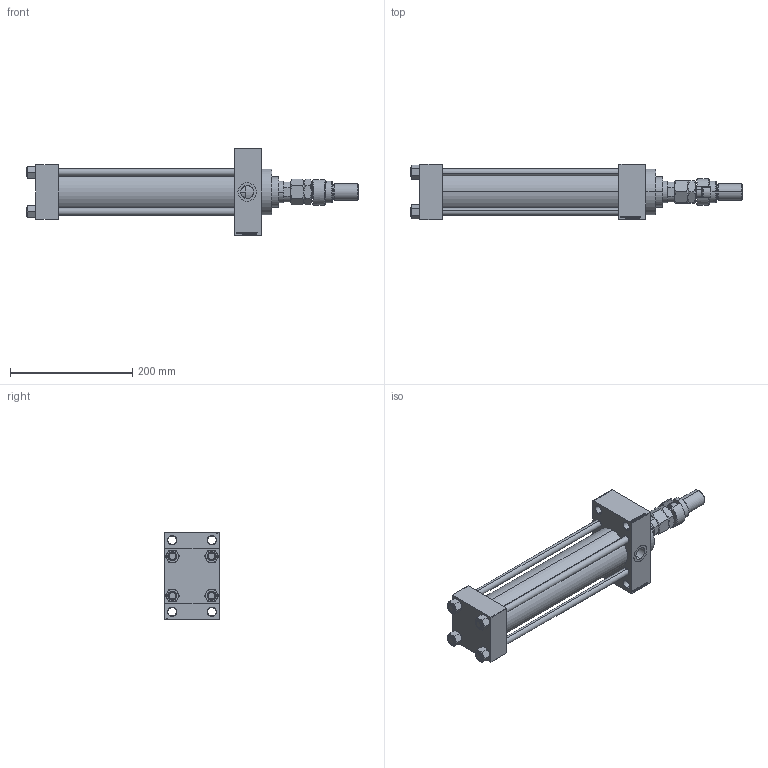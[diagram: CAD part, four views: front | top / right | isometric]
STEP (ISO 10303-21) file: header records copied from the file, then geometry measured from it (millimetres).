
FILE_DESCRIPTION (( 'STEP AP203' ), '1' );
FILE_NAME ('0aa1.STEP', '2022-09-13T22:58:15', ( '' ), ( '' ), 'SwSTEP 2.0', 'SolidWorks 2019', '' );
FILE_SCHEMA (( 'CONFIG_CONTROL_DESIGN' ));
Length unit declared in the file: millimetre
Products named in the file (9): V215CR_D_Body 0a2ef5b26a1ec2607b681ccbff78d784; FEMALE_PART_FOR_DFA 0a2ef5b26a1ec2607b681ccbff78d784; V215_VC_A 0a2ef5b26a1ec2607b681ccbff78d784; 0aa1; DFA 0a2ef5b26a1ec2607b681ccbff78d784; V215CR_VCP_D 0a2ef5b26a1ec2607b681ccbff78d784; V215CR_D_TYCINKA 0a2ef5b26a1ec2607b681ccbff78d784; MFA 0a2ef5b26a1ec2607b681ccbff78d784; NUT_M5_D 0a2ef5b26a1ec2607b681ccbff78d784
Assembly tree (14 placements, depth 3):
  0aa1
    V215CR_D_Body 0a2ef5b26a1ec2607b681ccbff78d784
    V215CR_VCP_D 0a2ef5b26a1ec2607b681ccbff78d784
    NUT_M5_D 0a2ef5b26a1ec2607b681ccbff78d784  x4
    V215CR_D_TYCINKA 0a2ef5b26a1ec2607b681ccbff78d784  x4
    V215_VC_A 0a2ef5b26a1ec2607b681ccbff78d784
    DFA 0a2ef5b26a1ec2607b681ccbff78d784
      FEMALE_PART_FOR_DFA 0a2ef5b26a1ec2607b681ccbff78d784
      MFA 0a2ef5b26a1ec2607b681ccbff78d784
Bounding box: 543.5 x 90 x 142 mm (x, y, z)
Volume: 1700061.9 mm3; surface area: 381186.6 mm2
Topology: 13 solids, 13 shells, 1197 faces, 2950 edges, 1895 vertices
Faces by surface type: plane 527, bspline 368, cone 184, cylinder 106, torus 12
Entity records: 50307 total; most frequent: CARTESIAN_POINT 25879, ORIENTED_EDGE 5392, DIRECTION 3616, EDGE_CURVE 2696, VERTEX_POINT 1751, VECTOR 1568, LINE 1568, EDGE_LOOP 1213
